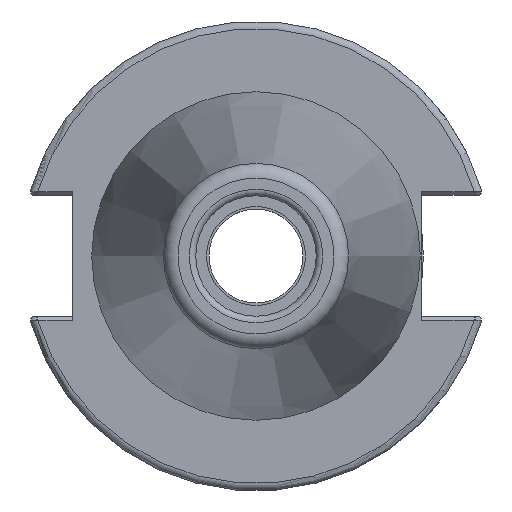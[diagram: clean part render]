
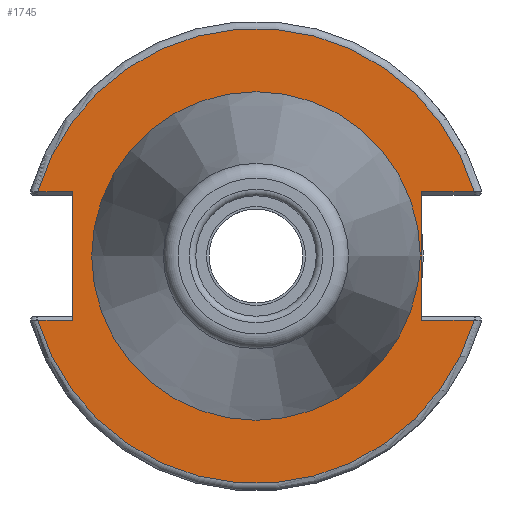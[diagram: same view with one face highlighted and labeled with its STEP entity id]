
A CAD part, left-side view. The second image highlights one B-rep face of the part: STEP entity #1745.
In plain terms, the highlighted planar face has unit normal (-1, 0, 0).
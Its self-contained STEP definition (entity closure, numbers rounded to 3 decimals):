
#15=FACE_BOUND('',#441,.T.);
#97=LINE('',#2749,#202);
#99=LINE('',#2817,#204);
#100=LINE('',#2819,#205);
#101=LINE('',#2823,#206);
#102=LINE('',#2825,#207);
#103=LINE('',#2826,#208);
#202=VECTOR('',#2087,10.);
#204=VECTOR('',#2105,10.);
#205=VECTOR('',#2106,10.);
#206=VECTOR('',#2109,10.);
#207=VECTOR('',#2110,10.);
#208=VECTOR('',#2111,10.);
#298=PLANE('',#1872);
#343=FACE_OUTER_BOUND('',#440,.T.);
#440=EDGE_LOOP('',(#1217,#1218,#1219,#1220,#1221,#1222,#1223,#1224));
#441=EDGE_LOOP('',(#1225,#1226));
#545=CIRCLE('',#1871,30.775);
#546=CIRCLE('',#1873,30.775);
#547=CIRCLE('',#1874,22.225);
#548=CIRCLE('',#1875,22.225);
#711=VERTEX_POINT('',#2742);
#714=VERTEX_POINT('',#2747);
#720=VERTEX_POINT('',#2795);
#722=VERTEX_POINT('',#2816);
#723=VERTEX_POINT('',#2818);
#724=VERTEX_POINT('',#2820);
#725=VERTEX_POINT('',#2822);
#726=VERTEX_POINT('',#2824);
#727=VERTEX_POINT('',#2827);
#728=VERTEX_POINT('',#2828);
#910=EDGE_CURVE('',#714,#711,#97,.T.);
#920=EDGE_CURVE('',#711,#720,#545,.T.);
#923=EDGE_CURVE('',#714,#722,#99,.T.);
#924=EDGE_CURVE('',#723,#722,#100,.T.);
#925=EDGE_CURVE('',#724,#723,#546,.T.);
#926=EDGE_CURVE('',#725,#724,#101,.T.);
#927=EDGE_CURVE('',#725,#726,#102,.T.);
#928=EDGE_CURVE('',#720,#726,#103,.T.);
#929=EDGE_CURVE('',#727,#728,#547,.T.);
#930=EDGE_CURVE('',#728,#727,#548,.T.);
#1217=ORIENTED_EDGE('',*,*,#910,.F.);
#1218=ORIENTED_EDGE('',*,*,#923,.T.);
#1219=ORIENTED_EDGE('',*,*,#924,.F.);
#1220=ORIENTED_EDGE('',*,*,#925,.F.);
#1221=ORIENTED_EDGE('',*,*,#926,.F.);
#1222=ORIENTED_EDGE('',*,*,#927,.T.);
#1223=ORIENTED_EDGE('',*,*,#928,.F.);
#1224=ORIENTED_EDGE('',*,*,#920,.F.);
#1225=ORIENTED_EDGE('',*,*,#929,.T.);
#1226=ORIENTED_EDGE('',*,*,#930,.T.);
#1745=ADVANCED_FACE('',(#343,#15),#298,.T.);
#1871=AXIS2_PLACEMENT_3D('',#2796,#2101,#2102);
#1872=AXIS2_PLACEMENT_3D('',#2815,#2103,#2104);
#1873=AXIS2_PLACEMENT_3D('',#2821,#2107,#2108);
#1874=AXIS2_PLACEMENT_3D('',#2829,#2112,#2113);
#1875=AXIS2_PLACEMENT_3D('',#2830,#2114,#2115);
#2087=DIRECTION('',(0.,-1.,0.));
#2101=DIRECTION('center_axis',(1.,0.,0.));
#2102=DIRECTION('ref_axis',(0.,0.,-1.));
#2103=DIRECTION('center_axis',(-1.,0.,0.));
#2104=DIRECTION('ref_axis',(0.,0.,1.));
#2105=DIRECTION('',(0.,0.,1.));
#2106=DIRECTION('',(0.,1.,0.));
#2107=DIRECTION('center_axis',(1.,0.,0.));
#2108=DIRECTION('ref_axis',(0.,0.,-1.));
#2109=DIRECTION('',(0.,1.,0.));
#2110=DIRECTION('',(0.,0.,-1.));
#2111=DIRECTION('',(0.,-1.,0.));
#2112=DIRECTION('center_axis',(1.,0.,0.));
#2113=DIRECTION('ref_axis',(0.,0.,-1.));
#2114=DIRECTION('center_axis',(1.,0.,0.));
#2115=DIRECTION('ref_axis',(0.,0.,-1.));
#2742=CARTESIAN_POINT('',(3.175,-29.523,-8.69));
#2747=CARTESIAN_POINT('',(3.175,-22.41,-8.69));
#2749=CARTESIAN_POINT('',(3.175,-4.878,-8.69));
#2795=CARTESIAN_POINT('',(3.175,29.523,-8.69));
#2796=CARTESIAN_POINT('Origin',(3.175,0.,
0.));
#2815=CARTESIAN_POINT('Origin',(3.175,30.775,0.));
#2816=CARTESIAN_POINT('',(3.175,-22.41,8.69));
#2817=CARTESIAN_POINT('',(3.175,-22.41,-4.095));
#2818=CARTESIAN_POINT('',(3.175,-29.523,8.69));
#2819=CARTESIAN_POINT('',(3.175,4.182,8.69));
#2820=CARTESIAN_POINT('',(3.175,29.523,8.69));
#2821=CARTESIAN_POINT('Origin',(3.175,0.,
0.));
#2822=CARTESIAN_POINT('',(3.175,24.8,8.69));
#2823=CARTESIAN_POINT('',(3.175,32.958,8.69));
#2824=CARTESIAN_POINT('',(3.175,24.8,-8.69));
#2825=CARTESIAN_POINT('',(3.175,24.8,4.095));
#2826=CARTESIAN_POINT('',(3.175,27.788,-8.69));
#2827=CARTESIAN_POINT('',(3.175,22.225,0.));
#2828=CARTESIAN_POINT('',(3.175,-22.225,0.));
#2829=CARTESIAN_POINT('Origin',(3.175,0.,
0.));
#2830=CARTESIAN_POINT('Origin',(3.175,0.,
0.));
